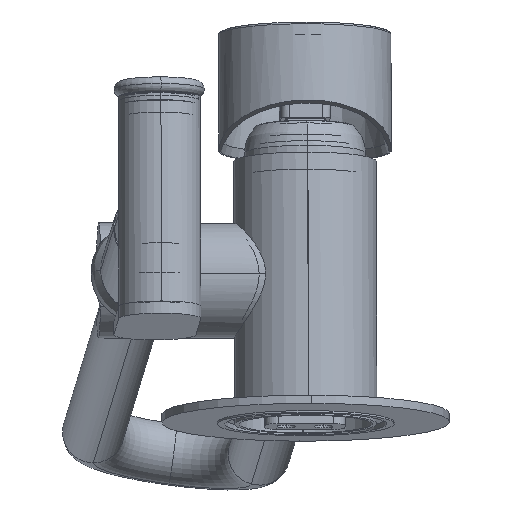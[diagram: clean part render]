
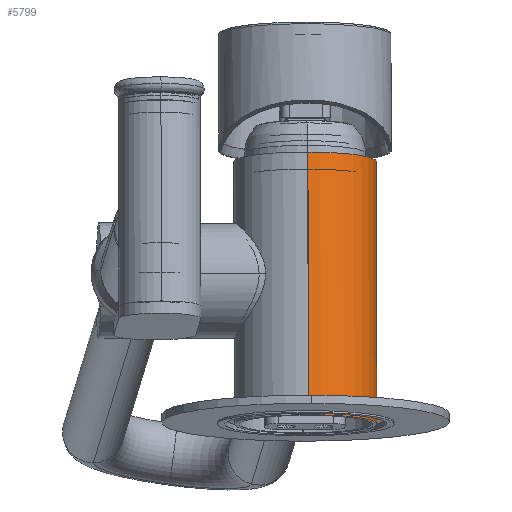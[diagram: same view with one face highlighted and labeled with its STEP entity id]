
A CAD part, front view. The second image highlights one B-rep face of the part: STEP entity #5799.
In plain terms, the highlighted cylindrical face has radius 17.35 mm (diameter 34.7 mm), a partial arc.
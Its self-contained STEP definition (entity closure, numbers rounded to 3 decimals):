
#5317=CARTESIAN_POINT('',(-72.526,12.555,155.471));
#5318=DIRECTION('',(-0.003,0.131,0.991));
#5319=DIRECTION('',(0.04,-0.99,0.131));
#5320=AXIS2_PLACEMENT_3D('',#5317,#5318,#5319);
#5450=DIRECTION('',(-0.003,0.131,0.991));
#5451=VECTOR('',#5450,21.952);
#5452=CARTESIAN_POINT('',(-73.055,21.267,89.298));
#5453=LINE('',#5452,#5451);
#5475=DIRECTION('',(-0.003,0.132,0.991));
#5476=VECTOR('',#5475,26.901);
#5477=CARTESIAN_POINT('',(-73.156,26.202,126.523));
#5478=LINE('',#5477,#5476);
#5479=DIRECTION('',(-0.003,0.131,0.991));
#5480=VECTOR('',#5479,64.451);
#5481=CARTESIAN_POINT('',(-71.652,-13.103,
93.86));
#5482=LINE('',#5481,#5480);
#5491=CARTESIAN_POINT('',(-72.353,4.082,91.579));
#5492=DIRECTION('',(-0.003,0.131,0.991));
#5493=DIRECTION('',(0.04,-0.99,0.131));
#5494=AXIS2_PLACEMENT_3D('',#5491,#5492,#5493);
#5496=CARTESIAN_POINT('',(-73.114,24.152,111.059));
#5497=CARTESIAN_POINT('',(-72.879,24.162,111.059));
#5498=CARTESIAN_POINT('',(-72.407,24.175,111.079));
#5499=CARTESIAN_POINT('',(-71.693,24.173,111.18));
#5500=CARTESIAN_POINT('',(-70.981,24.151,111.352));
#5501=CARTESIAN_POINT('',(-70.28,24.11,111.595));
#5502=CARTESIAN_POINT('',(-69.596,24.052,111.909));
#5503=CARTESIAN_POINT('',(-68.936,23.98,112.294));
#5504=CARTESIAN_POINT('',(-68.304,23.897,112.749));
#5505=CARTESIAN_POINT('',(-67.712,23.808,113.27));
#5506=CARTESIAN_POINT('',(-67.168,23.72,113.853));
#5507=CARTESIAN_POINT('',(-66.685,23.64,114.484));
#5508=CARTESIAN_POINT('',(-66.27,23.574,115.149));
#5509=CARTESIAN_POINT('',(-65.927,23.529,115.838));
#5510=CARTESIAN_POINT('',(-65.657,23.508,116.54));
#5511=CARTESIAN_POINT('',(-65.457,23.514,117.248));
#5512=CARTESIAN_POINT('',(-65.326,23.548,117.957));
#5513=CARTESIAN_POINT('',(-65.263,23.612,118.663));
#5514=CARTESIAN_POINT('',(-65.265,23.705,119.367));
#5515=CARTESIAN_POINT('',(-65.333,23.828,120.067));
#5516=CARTESIAN_POINT('',(-65.468,23.98,120.762));
#5517=CARTESIAN_POINT('',(-65.673,24.16,121.448));
#5518=CARTESIAN_POINT('',(-65.949,24.364,122.119));
#5519=CARTESIAN_POINT('',(-66.296,24.587,122.771));
#5520=CARTESIAN_POINT('',(-66.715,24.823,123.393));
#5521=CARTESIAN_POINT('',(-67.201,25.064,123.976));
#5522=CARTESIAN_POINT('',(-67.749,25.301,124.512));
#5523=CARTESIAN_POINT('',(-68.346,25.522,124.99));
#5524=CARTESIAN_POINT('',(-68.983,25.721,125.406));
#5525=CARTESIAN_POINT('',(-69.65,25.891,125.755));
#5526=CARTESIAN_POINT('',(-70.339,26.029,126.039));
#5527=CARTESIAN_POINT('',(-71.047,26.131,126.259));
#5528=CARTESIAN_POINT('',(-71.76,26.194,126.413));
#5529=CARTESIAN_POINT('',(-72.468,26.221,126.503));
#5530=CARTESIAN_POINT('',(-72.928,26.211,126.522));
#5531=CARTESIAN_POINT('',(-73.156,26.202,126.523));
#5603=CARTESIAN_POINT('',(-73.156,26.202,126.523));
#5604=CARTESIAN_POINT('',(-73.228,29.74,153.19));
#5605=VERTEX_POINT('',#5603);
#5606=VERTEX_POINT('',#5604);
#5607=CARTESIAN_POINT('',(-71.824,-4.63,
157.752));
#5608=VERTEX_POINT('',#5607);
#5624=CARTESIAN_POINT('',(-73.114,24.152,111.059));
#5626=VERTEX_POINT('',#5624);
#5635=CARTESIAN_POINT('',(-71.652,-13.103,
93.86));
#5636=CARTESIAN_POINT('',(-73.055,21.267,89.298));
#5637=VERTEX_POINT('',#5635);
#5638=VERTEX_POINT('',#5636);
#5785=CARTESIAN_POINT('',(-72.331,2.958,83.105));
#5786=DIRECTION('',(-0.003,0.131,0.991));
#5787=DIRECTION('',(0.04,-0.99,0.131));
#5788=AXIS2_PLACEMENT_3D('',#5785,#5786,#5787);
#5789=CYLINDRICAL_SURFACE('',#5788,17.35);
#5790=ORIENTED_EDGE('',*,*,#5774,.F.);
#5791=ORIENTED_EDGE('',*,*,#5747,.T.);
#5792=ORIENTED_EDGE('',*,*,#5648,.T.);
#5793=ORIENTED_EDGE('',*,*,#5744,.F.);
#5795=ORIENTED_EDGE('',*,*,#5794,.F.);
#5796=ORIENTED_EDGE('',*,*,#5740,.F.);
#5797=EDGE_LOOP('',(#5790,#5791,#5792,#5793,#5795,#5796));
#5798=FACE_OUTER_BOUND('',#5797,.F.);
#5799=ADVANCED_FACE('',(#5798),#5789,.T.);
#5321=CIRCLE('',#5320,17.35);
#5495=CIRCLE('',#5494,17.35);
#5532=B_SPLINE_CURVE_WITH_KNOTS('',3,(#5496,#5497,#5498,#5499,#5500,#5501,#5502,
#5503,#5504,#5505,#5506,#5507,#5508,#5509,#5510,#5511,#5512,#5513,#5514,#5515,
#5516,#5517,#5518,#5519,#5520,#5521,#5522,#5523,#5524,#5525,#5526,#5527,#5528,
#5529,#5530,#5531),.UNSPECIFIED.,.F.,.F.,(4,1,1,1,1,1,1,1,1,1,1,1,1,1,1,1,1,1,1,
1,1,1,1,1,1,1,1,1,1,1,1,1,1,4),(0.,0.03,0.061,
0.091,0.121,0.152,0.182,
0.212,0.242,0.273,0.303,
0.333,0.364,0.394,0.424,
0.455,0.485,0.515,0.545,
0.576,0.606,0.636,0.667,
0.697,0.727,0.758,0.788,
0.818,0.848,0.879,0.909,
0.939,0.97,1.),.UNSPECIFIED.);
#5648=EDGE_CURVE('',#5608,#5606,#5321,.T.);
#5740=EDGE_CURVE('',#5638,#5626,#5453,.T.);
#5744=EDGE_CURVE('',#5605,#5606,#5478,.T.);
#5747=EDGE_CURVE('',#5637,#5608,#5482,.T.);
#5774=EDGE_CURVE('',#5637,#5638,#5495,.T.);
#5794=EDGE_CURVE('',#5626,#5605,#5532,.T.);
